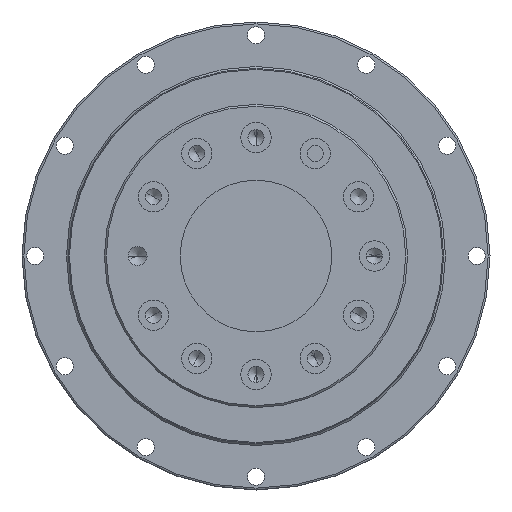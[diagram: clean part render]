
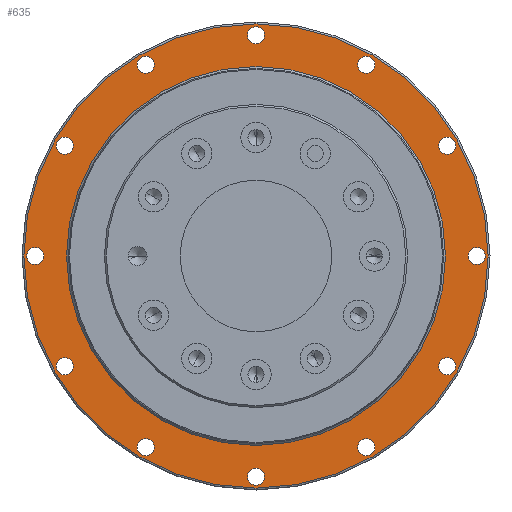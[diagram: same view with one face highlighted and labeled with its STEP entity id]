
A CAD part, left-side view. The second image highlights one B-rep face of the part: STEP entity #635.
In plain terms, the highlighted planar face has unit normal (-1, 0, 0).
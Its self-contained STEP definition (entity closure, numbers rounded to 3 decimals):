
#281=PLANE('',#5509);
#635=ADVANCED_FACE('',(#2054,#2055,#2056,#2057,#2058,#2059,#2060,#2061,
#2062,#2063,#2064,#2065,#2066,#2067),#281,.T.);
#1142=CIRCLE('',#5472,122.5);
#1148=CIRCLE('',#5483,100.);
#1149=CIRCLE('',#5485,4.5);
#1150=CIRCLE('',#5486,4.5);
#1151=CIRCLE('',#5487,4.5);
#1152=CIRCLE('',#5488,4.5);
#1153=CIRCLE('',#5489,4.5);
#1154=CIRCLE('',#5490,4.5);
#1155=CIRCLE('',#5491,4.5);
#1156=CIRCLE('',#5492,4.5);
#1157=CIRCLE('',#5493,4.5);
#1158=CIRCLE('',#5494,4.5);
#1159=CIRCLE('',#5495,4.5);
#1160=CIRCLE('',#5496,4.5);
#1161=CIRCLE('',#5497,4.5);
#1162=CIRCLE('',#5498,4.5);
#1163=CIRCLE('',#5499,4.5);
#1164=CIRCLE('',#5500,4.5);
#1165=CIRCLE('',#5501,4.5);
#1166=CIRCLE('',#5502,4.5);
#1167=CIRCLE('',#5503,4.5);
#1168=CIRCLE('',#5504,4.5);
#1169=CIRCLE('',#5505,4.5);
#1170=CIRCLE('',#5506,4.5);
#1171=CIRCLE('',#5507,4.5);
#1172=CIRCLE('',#5508,4.5);
#2054=FACE_BOUND('',#2419,.T.);
#2055=FACE_BOUND('',#2420,.T.);
#2056=FACE_BOUND('',#2421,.T.);
#2057=FACE_BOUND('',#2422,.T.);
#2058=FACE_BOUND('',#2423,.T.);
#2059=FACE_BOUND('',#2424,.T.);
#2060=FACE_BOUND('',#2425,.T.);
#2061=FACE_BOUND('',#2426,.T.);
#2062=FACE_BOUND('',#2427,.T.);
#2063=FACE_BOUND('',#2428,.T.);
#2064=FACE_BOUND('',#2429,.T.);
#2065=FACE_BOUND('',#2430,.T.);
#2066=FACE_BOUND('',#2431,.T.);
#2067=FACE_BOUND('',#2432,.T.);
#2419=EDGE_LOOP('',(#3125));
#2420=EDGE_LOOP('',(#3126,#3127));
#2421=EDGE_LOOP('',(#3128,#3129));
#2422=EDGE_LOOP('',(#3130,#3131));
#2423=EDGE_LOOP('',(#3132,#3133));
#2424=EDGE_LOOP('',(#3134,#3135));
#2425=EDGE_LOOP('',(#3136,#3137));
#2426=EDGE_LOOP('',(#3138,#3139));
#2427=EDGE_LOOP('',(#3140,#3141));
#2428=EDGE_LOOP('',(#3142,#3143));
#2429=EDGE_LOOP('',(#3144,#3145));
#2430=EDGE_LOOP('',(#3146,#3147));
#2431=EDGE_LOOP('',(#3148));
#2432=EDGE_LOOP('',(#3149,#3150));
#3125=ORIENTED_EDGE('',*,*,#4770,.F.);
#3126=ORIENTED_EDGE('',*,*,#4777,.T.);
#3127=ORIENTED_EDGE('',*,*,#4778,.T.);
#3128=ORIENTED_EDGE('',*,*,#4779,.T.);
#3129=ORIENTED_EDGE('',*,*,#4780,.T.);
#3130=ORIENTED_EDGE('',*,*,#4781,.T.);
#3131=ORIENTED_EDGE('',*,*,#4782,.T.);
#3132=ORIENTED_EDGE('',*,*,#4783,.T.);
#3133=ORIENTED_EDGE('',*,*,#4784,.T.);
#3134=ORIENTED_EDGE('',*,*,#4785,.T.);
#3135=ORIENTED_EDGE('',*,*,#4786,.T.);
#3136=ORIENTED_EDGE('',*,*,#4787,.T.);
#3137=ORIENTED_EDGE('',*,*,#4788,.T.);
#3138=ORIENTED_EDGE('',*,*,#4789,.T.);
#3139=ORIENTED_EDGE('',*,*,#4790,.T.);
#3140=ORIENTED_EDGE('',*,*,#4791,.T.);
#3141=ORIENTED_EDGE('',*,*,#4792,.T.);
#3142=ORIENTED_EDGE('',*,*,#4793,.T.);
#3143=ORIENTED_EDGE('',*,*,#4794,.T.);
#3144=ORIENTED_EDGE('',*,*,#4795,.T.);
#3145=ORIENTED_EDGE('',*,*,#4796,.T.);
#3146=ORIENTED_EDGE('',*,*,#4797,.T.);
#3147=ORIENTED_EDGE('',*,*,#4798,.T.);
#3148=ORIENTED_EDGE('',*,*,#4776,.T.);
#3149=ORIENTED_EDGE('',*,*,#4799,.T.);
#3150=ORIENTED_EDGE('',*,*,#4800,.T.);
#4277=VERTEX_POINT('',#8222);
#4283=VERTEX_POINT('',#8239);
#4284=VERTEX_POINT('',#8242);
#4285=VERTEX_POINT('',#8243);
#4286=VERTEX_POINT('',#8246);
#4287=VERTEX_POINT('',#8247);
#4288=VERTEX_POINT('',#8250);
#4289=VERTEX_POINT('',#8251);
#4290=VERTEX_POINT('',#8254);
#4291=VERTEX_POINT('',#8255);
#4292=VERTEX_POINT('',#8258);
#4293=VERTEX_POINT('',#8259);
#4294=VERTEX_POINT('',#8262);
#4295=VERTEX_POINT('',#8263);
#4296=VERTEX_POINT('',#8266);
#4297=VERTEX_POINT('',#8267);
#4298=VERTEX_POINT('',#8270);
#4299=VERTEX_POINT('',#8271);
#4300=VERTEX_POINT('',#8274);
#4301=VERTEX_POINT('',#8275);
#4302=VERTEX_POINT('',#8278);
#4303=VERTEX_POINT('',#8279);
#4304=VERTEX_POINT('',#8282);
#4305=VERTEX_POINT('',#8283);
#4306=VERTEX_POINT('',#8286);
#4307=VERTEX_POINT('',#8287);
#4770=EDGE_CURVE('',#4277,#4277,#1142,.T.);
#4776=EDGE_CURVE('',#4283,#4283,#1148,.T.);
#4777=EDGE_CURVE('',#4284,#4285,#1149,.T.);
#4778=EDGE_CURVE('',#4285,#4284,#1150,.T.);
#4779=EDGE_CURVE('',#4286,#4287,#1151,.T.);
#4780=EDGE_CURVE('',#4287,#4286,#1152,.T.);
#4781=EDGE_CURVE('',#4288,#4289,#1153,.T.);
#4782=EDGE_CURVE('',#4289,#4288,#1154,.T.);
#4783=EDGE_CURVE('',#4290,#4291,#1155,.T.);
#4784=EDGE_CURVE('',#4291,#4290,#1156,.T.);
#4785=EDGE_CURVE('',#4292,#4293,#1157,.T.);
#4786=EDGE_CURVE('',#4293,#4292,#1158,.T.);
#4787=EDGE_CURVE('',#4294,#4295,#1159,.T.);
#4788=EDGE_CURVE('',#4295,#4294,#1160,.T.);
#4789=EDGE_CURVE('',#4296,#4297,#1161,.T.);
#4790=EDGE_CURVE('',#4297,#4296,#1162,.T.);
#4791=EDGE_CURVE('',#4298,#4299,#1163,.T.);
#4792=EDGE_CURVE('',#4299,#4298,#1164,.T.);
#4793=EDGE_CURVE('',#4300,#4301,#1165,.T.);
#4794=EDGE_CURVE('',#4301,#4300,#1166,.T.);
#4795=EDGE_CURVE('',#4302,#4303,#1167,.T.);
#4796=EDGE_CURVE('',#4303,#4302,#1168,.T.);
#4797=EDGE_CURVE('',#4304,#4305,#1169,.T.);
#4798=EDGE_CURVE('',#4305,#4304,#1170,.T.);
#4799=EDGE_CURVE('',#4306,#4307,#1171,.T.);
#4800=EDGE_CURVE('',#4307,#4306,#1172,.T.);
#5472=AXIS2_PLACEMENT_3D('',#8221,#6418,#6419);
#5483=AXIS2_PLACEMENT_3D('',#8238,#6440,#6441);
#5485=AXIS2_PLACEMENT_3D('',#8241,#6444,#6445);
#5486=AXIS2_PLACEMENT_3D('',#8244,#6446,#6447);
#5487=AXIS2_PLACEMENT_3D('',#8245,#6448,#6449);
#5488=AXIS2_PLACEMENT_3D('',#8248,#6450,#6451);
#5489=AXIS2_PLACEMENT_3D('',#8249,#6452,#6453);
#5490=AXIS2_PLACEMENT_3D('',#8252,#6454,#6455);
#5491=AXIS2_PLACEMENT_3D('',#8253,#6456,#6457);
#5492=AXIS2_PLACEMENT_3D('',#8256,#6458,#6459);
#5493=AXIS2_PLACEMENT_3D('',#8257,#6460,#6461);
#5494=AXIS2_PLACEMENT_3D('',#8260,#6462,#6463);
#5495=AXIS2_PLACEMENT_3D('',#8261,#6464,#6465);
#5496=AXIS2_PLACEMENT_3D('',#8264,#6466,#6467);
#5497=AXIS2_PLACEMENT_3D('',#8265,#6468,#6469);
#5498=AXIS2_PLACEMENT_3D('',#8268,#6470,#6471);
#5499=AXIS2_PLACEMENT_3D('',#8269,#6472,#6473);
#5500=AXIS2_PLACEMENT_3D('',#8272,#6474,#6475);
#5501=AXIS2_PLACEMENT_3D('',#8273,#6476,#6477);
#5502=AXIS2_PLACEMENT_3D('',#8276,#6478,#6479);
#5503=AXIS2_PLACEMENT_3D('',#8277,#6480,#6481);
#5504=AXIS2_PLACEMENT_3D('',#8280,#6482,#6483);
#5505=AXIS2_PLACEMENT_3D('',#8281,#6484,#6485);
#5506=AXIS2_PLACEMENT_3D('',#8284,#6486,#6487);
#5507=AXIS2_PLACEMENT_3D('',#8285,#6488,#6489);
#5508=AXIS2_PLACEMENT_3D('',#8288,#6490,#6491);
#5509=AXIS2_PLACEMENT_3D('',#8289,#6492,#6493);
#6418=DIRECTION('',(1.,0.,0.));
#6419=DIRECTION('',(0.,1.,0.));
#6440=DIRECTION('',(1.,0.,0.));
#6441=DIRECTION('',(0.,0.,1.));
#6444=DIRECTION('',(1.,0.,0.));
#6445=DIRECTION('',(0.,1.,0.));
#6446=DIRECTION('',(1.,0.,0.));
#6447=DIRECTION('',(0.,-1.,0.));
#6448=DIRECTION('',(1.,0.,0.));
#6449=DIRECTION('',(0.,1.,0.));
#6450=DIRECTION('',(1.,0.,0.));
#6451=DIRECTION('',(0.,-1.,0.));
#6452=DIRECTION('',(1.,0.,0.));
#6453=DIRECTION('',(0.,1.,0.));
#6454=DIRECTION('',(1.,0.,0.));
#6455=DIRECTION('',(0.,-1.,0.));
#6456=DIRECTION('',(1.,0.,0.));
#6457=DIRECTION('',(0.,1.,0.));
#6458=DIRECTION('',(1.,0.,0.));
#6459=DIRECTION('',(0.,-1.,0.));
#6460=DIRECTION('',(1.,0.,0.));
#6461=DIRECTION('',(0.,1.,0.));
#6462=DIRECTION('',(1.,0.,0.));
#6463=DIRECTION('',(0.,-1.,0.));
#6464=DIRECTION('',(1.,0.,0.));
#6465=DIRECTION('',(0.,1.,0.));
#6466=DIRECTION('',(1.,0.,0.));
#6467=DIRECTION('',(0.,-1.,0.));
#6468=DIRECTION('',(1.,0.,0.));
#6469=DIRECTION('',(0.,1.,0.));
#6470=DIRECTION('',(1.,0.,0.));
#6471=DIRECTION('',(0.,-1.,0.));
#6472=DIRECTION('',(1.,0.,0.));
#6473=DIRECTION('',(0.,1.,0.));
#6474=DIRECTION('',(1.,0.,0.));
#6475=DIRECTION('',(0.,-1.,0.));
#6476=DIRECTION('',(1.,0.,0.));
#6477=DIRECTION('',(0.,1.,0.));
#6478=DIRECTION('',(1.,0.,0.));
#6479=DIRECTION('',(0.,-1.,0.));
#6480=DIRECTION('',(1.,0.,0.));
#6481=DIRECTION('',(0.,1.,0.));
#6482=DIRECTION('',(1.,0.,0.));
#6483=DIRECTION('',(0.,-1.,0.));
#6484=DIRECTION('',(1.,0.,0.));
#6485=DIRECTION('',(0.,1.,0.));
#6486=DIRECTION('',(1.,0.,0.));
#6487=DIRECTION('',(0.,-1.,0.));
#6488=DIRECTION('',(1.,0.,0.));
#6489=DIRECTION('',(0.,1.,0.));
#6490=DIRECTION('',(1.,0.,0.));
#6491=DIRECTION('',(0.,-1.,0.));
#6492=DIRECTION('',(-1.,0.,0.));
#6493=DIRECTION('',(0.,-1.,0.));
#8221=CARTESIAN_POINT('',(0.,0.,0.));
#8222=CARTESIAN_POINT('',(0.,122.5,0.));
#8238=CARTESIAN_POINT('',(0.,0.,0.));
#8239=CARTESIAN_POINT('',(0.,0.,100.));
#8241=CARTESIAN_POINT('',(0.,100.892,58.25));
#8242=CARTESIAN_POINT('',(0.,105.392,58.25));
#8243=CARTESIAN_POINT('',(0.,96.392,58.25));
#8244=CARTESIAN_POINT('',(0.,100.892,58.25));
#8245=CARTESIAN_POINT('',(0.,58.25,100.892));
#8246=CARTESIAN_POINT('',(0.,62.75,100.892));
#8247=CARTESIAN_POINT('',(0.,53.75,100.892));
#8248=CARTESIAN_POINT('',(0.,58.25,100.892));
#8249=CARTESIAN_POINT('',(0.,0.,116.5));
#8250=CARTESIAN_POINT('',(0.,4.5,116.5));
#8251=CARTESIAN_POINT('',(0.,-4.5,116.5));
#8252=CARTESIAN_POINT('',(0.,0.,116.5));
#8253=CARTESIAN_POINT('',(0.,-58.25,100.892));
#8254=CARTESIAN_POINT('',(0.,-53.75,100.892));
#8255=CARTESIAN_POINT('',(0.,-62.75,100.892));
#8256=CARTESIAN_POINT('',(0.,-58.25,100.892));
#8257=CARTESIAN_POINT('',(0.,-100.892,58.25));
#8258=CARTESIAN_POINT('',(0.,-96.392,58.25));
#8259=CARTESIAN_POINT('',(0.,-105.392,58.25));
#8260=CARTESIAN_POINT('',(0.,-100.892,58.25));
#8261=CARTESIAN_POINT('',(0.,-116.5,0.));
#8262=CARTESIAN_POINT('',(0.,-112.,0.));
#8263=CARTESIAN_POINT('',(0.,-121.,0.));
#8264=CARTESIAN_POINT('',(0.,-116.5,0.));
#8265=CARTESIAN_POINT('',(0.,-100.892,-58.25));
#8266=CARTESIAN_POINT('',(0.,-96.392,-58.25));
#8267=CARTESIAN_POINT('',(0.,-105.392,-58.25));
#8268=CARTESIAN_POINT('',(0.,-100.892,-58.25));
#8269=CARTESIAN_POINT('',(0.,-58.25,-100.892));
#8270=CARTESIAN_POINT('',(0.,-53.75,-100.892));
#8271=CARTESIAN_POINT('',(0.,-62.75,-100.892));
#8272=CARTESIAN_POINT('',(0.,-58.25,-100.892));
#8273=CARTESIAN_POINT('',(0.,0.,-116.5));
#8274=CARTESIAN_POINT('',(0.,4.5,-116.5));
#8275=CARTESIAN_POINT('',(0.,-4.5,-116.5));
#8276=CARTESIAN_POINT('',(0.,0.,-116.5));
#8277=CARTESIAN_POINT('',(0.,58.25,-100.892));
#8278=CARTESIAN_POINT('',(0.,62.75,-100.892));
#8279=CARTESIAN_POINT('',(0.,53.75,-100.892));
#8280=CARTESIAN_POINT('',(0.,58.25,-100.892));
#8281=CARTESIAN_POINT('',(0.,100.892,-58.25));
#8282=CARTESIAN_POINT('',(0.,105.392,-58.25));
#8283=CARTESIAN_POINT('',(0.,96.392,-58.25));
#8284=CARTESIAN_POINT('',(0.,100.892,-58.25));
#8285=CARTESIAN_POINT('',(0.,116.5,0.));
#8286=CARTESIAN_POINT('',(0.,121.,0.));
#8287=CARTESIAN_POINT('',(0.,112.,0.));
#8288=CARTESIAN_POINT('',(0.,116.5,0.));
#8289=CARTESIAN_POINT('',(0.,0.,0.));
